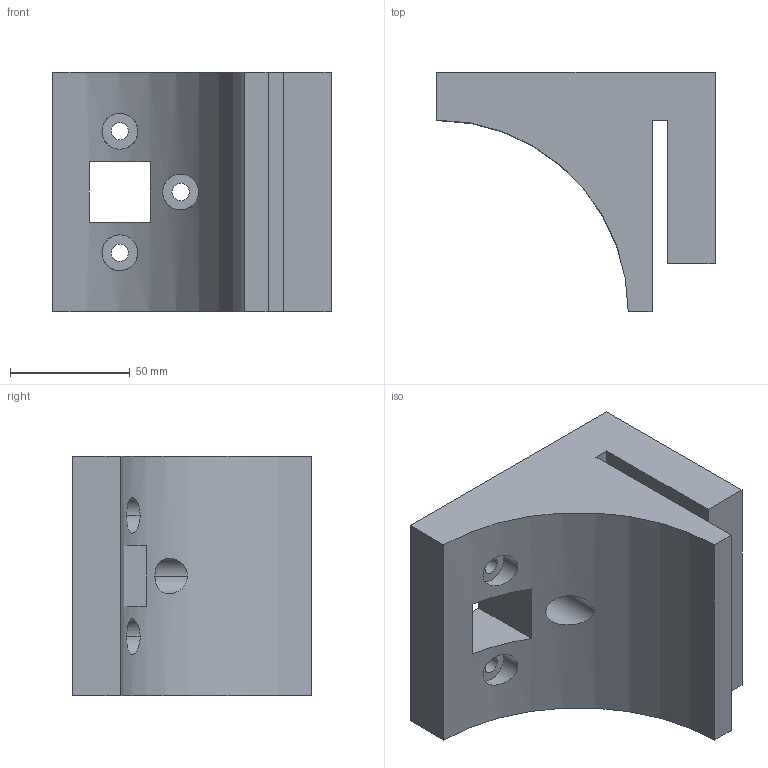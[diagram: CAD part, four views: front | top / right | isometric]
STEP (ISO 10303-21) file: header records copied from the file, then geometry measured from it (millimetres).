
FILE_DESCRIPTION(('CATIA V5 STEP Exchange'),'2;1');
FILE_NAME('CameraFixTop.stp','2022-09-22T17:37:37+00:00',('none'),('none'),'CATIA Version 5-6 Release 2017 SP2','CATIA V5 STEP AP203','none');
FILE_SCHEMA(('CONFIG_CONTROL_DESIGN'));
Length unit declared in the file: millimetre
Products named in the file (1): Support_Camera_Imprimé_V2
Bounding box: 116.35 x 100 x 100 mm (x, y, z)
Volume: 545694.1 mm3; surface area: 67035.1 mm2
Topology: 1 solids, 1 shells, 30 faces, 75 edges, 50 vertices
Faces by surface type: plane 17, cylinder 13
Entity records: 978 total; most frequent: CARTESIAN_POINT 246, ORIENTED_EDGE 150, DIRECTION 111, EDGE_CURVE 75, VERTEX_POINT 50, VECTOR 47, LINE 47, AXIS2_PLACEMENT_3D 44
